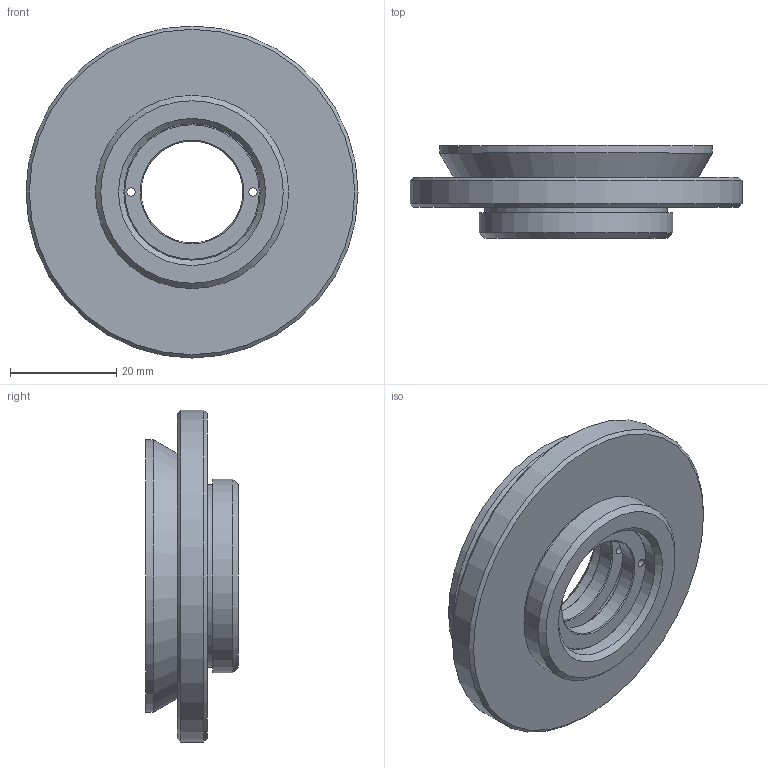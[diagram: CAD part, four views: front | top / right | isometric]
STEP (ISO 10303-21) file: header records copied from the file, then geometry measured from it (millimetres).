
FILE_DESCRIPTION((''),'2;1');
FILE_NAME('is-nik.stp','2011-12-13T12:52:30',('JC'),(''),'Autodesk Inventor 11','Autodesk Inventor 11','');
FILE_SCHEMA(('AUTOMOTIVE_DESIGN { 1 0 10303 214 1 1 1 1 }'));
Length unit declared in the file: inch
Products named in the file (1): is-nik1
Bounding box: 62.48 x 17.45 x 62.48 mm (x, y, z)
Volume: 26839.5 mm3; surface area: 10540.7 mm2
Topology: 1 solids, 1 shells, 36 faces, 75 edges, 48 vertices
Faces by surface type: cone 14, cylinder 13, plane 9
Full cylindrical faces by diameter (mm): 1.575 x4, 19.114 x2, 25.718 x3, 34.29 x1, 36.373 x1, 51.308 x1, 62.484 x1
Entity records: 809 total; most frequent: DIRECTION 154, CARTESIAN_POINT 117, ORIENTED_EDGE 80, EDGE_LOOP 80, AXIS2_PLACEMENT_3D 77, FACE_BOUND 44, VERTEX_POINT 40, CIRCLE 40
